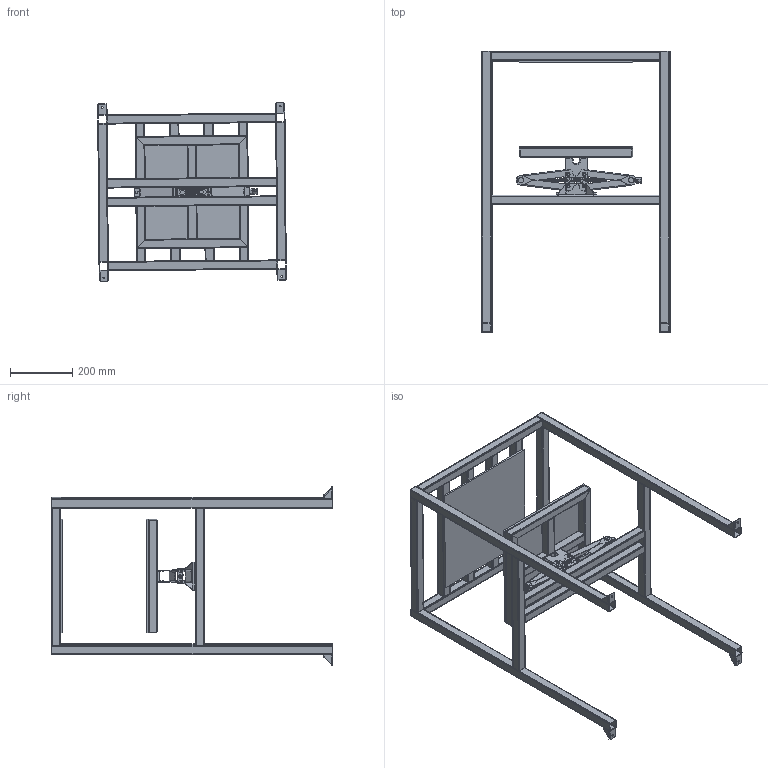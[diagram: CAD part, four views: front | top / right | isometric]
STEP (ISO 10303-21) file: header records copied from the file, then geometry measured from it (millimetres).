
FILE_DESCRIPTION (( 'STEP AP214' ), '1' );
FILE_NAME ('frame compression.STEP', '2017-09-19T12:27:41', ( '' ), ( '' ), 'SwSTEP 2.0', 'SolidWorks 2016', '' );
FILE_SCHEMA (( 'AUTOMOTIVE_DESIGN' ));
Length unit declared in the file: millimetre
Products named in the file (24): Lift Plate; Upper Right Arm; Lower Left Arm; tube 30x30x2 35mm feet; Base; tube 30x30x360; Screw Clearance Rivet; tube 30x30x900; Jack Screw Assem_1; frame compression; Jack Screw; Upper Rivet; tube 30x30x440; tube 30x30x540; Lower Rivet; tube 30x30x300; tube 30x30x135; Nut; Screw Clearance Washer; Lower Right Arm; sheet 360x360x6; Scissors Jack Assem v1_1; Upper Left Arm; Car Jack_1
Assembly tree (46 placements, depth 5):
  frame compression
    tube 30x30x900  x4
    tube 30x30x440  x8
    tube 30x30x540  x4
    tube 30x30x360  x4
    Car Jack_1
      Scissors Jack Assem v1_1
        Base
        Lower Rivet  x2
        Lower Left Arm
        Lower Right Arm
        Lift Plate
        Upper Left Arm
        Upper Right Arm
        Upper Rivet  x2
        Jack Screw Assem_1
          Jack Screw
          Screw Clearance Washer
          Screw Clearance Rivet
        Nut
    tube 30x30x300
    tube 30x30x135  x2
    sheet 360x360x6  x2
    tube 30x30x2 35mm feet  x4
Bounding box: 604.9 x 900 x 575.16 mm (x, y, z)
Volume: 4138383.7 mm3
Topology: 41 solids, 151 shells, 1427 faces, 3888 edges, 2572 vertices
Faces by surface type: cylinder 688, plane 554, bspline 165, cone 16, torus 4
Full cylindrical faces by diameter (mm): 12.7 x56
Entity records: 119063 total; most frequent: CARTESIAN_POINT 92640, ORIENTED_EDGE 5406, DIRECTION 5058, EDGE_CURVE 2900, VERTEX_POINT 1905, AXIS2_PLACEMENT_3D 1875, LINE 1308, VECTOR 1308
